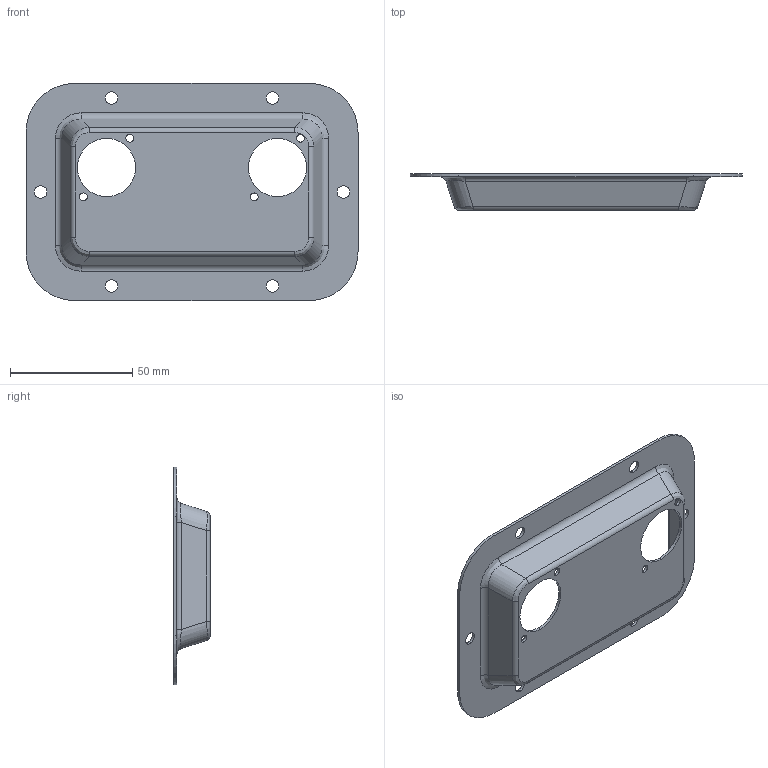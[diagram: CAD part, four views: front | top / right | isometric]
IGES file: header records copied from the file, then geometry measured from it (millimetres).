
Start section: SolidWorks IGES file using analytic representation for surfaces
Global section: file name: 8708BLK.IGS; native system: SolidWorks 2011; preprocessor: SolidWorks 2011; author: martinb; date: 120213.165655; units: millimetre
Bounding box: 136 x 15 x 89 mm (x, y, z)
Volume: 16113.7 mm3; surface area: 27698.1 mm2
Topology: 1 solids, 1 shells, 85 faces, 215 edges, 132 vertices
Faces by surface type: revolution 52, plane 17, bspline 16
